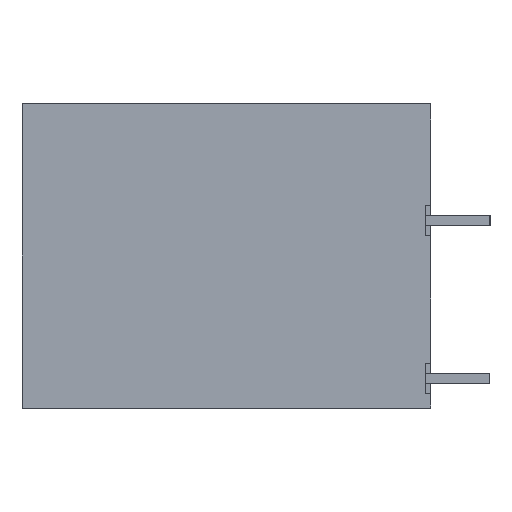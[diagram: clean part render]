
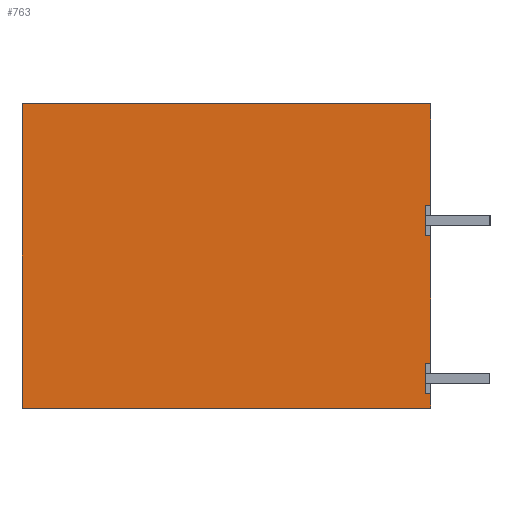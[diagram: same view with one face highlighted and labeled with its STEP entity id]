
A CAD part, left-side view. The second image highlights one B-rep face of the part: STEP entity #763.
In plain terms, the highlighted planar face has unit normal (-1, 0, 0).
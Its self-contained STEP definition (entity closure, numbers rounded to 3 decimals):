
#693=AXIS2_PLACEMENT_3D('Plane Axis2P3D',#690,#691,#692) ;
#188=CARTESIAN_POINT('Vertex',(0.,3.8,0.85)) ;
#232=CARTESIAN_POINT('Vertex',(0.,3.8,2.65)) ;
#235=CARTESIAN_POINT('Line Origine',(0.,3.8,1.75)) ;
#624=CARTESIAN_POINT('Vertex',(0.,3.5,0.85)) ;
#627=CARTESIAN_POINT('Line Origine',(0.,3.65,0.85)) ;
#645=CARTESIAN_POINT('Line Origine',(0.,3.5,0.425)) ;
#649=CARTESIAN_POINT('Vertex',(0.,3.5,0.)) ;
#670=CARTESIAN_POINT('Line Origine',(0.,15.6,0.)) ;
#674=CARTESIAN_POINT('Vertex',(0.,27.7,0.)) ;
#690=CARTESIAN_POINT('Axis2P3D Location',(0.,0.,0.)) ;
#695=CARTESIAN_POINT('Line Origine',(0.,3.8,11.1)) ;
#699=CARTESIAN_POINT('Vertex',(0.,3.8,12.)) ;
#701=CARTESIAN_POINT('Vertex',(0.,3.8,10.2)) ;
#704=CARTESIAN_POINT('Line Origine',(0.,3.65,12.)) ;
#708=CARTESIAN_POINT('Vertex',(0.,3.5,12.)) ;
#711=CARTESIAN_POINT('Line Origine',(0.,3.5,15.)) ;
#715=CARTESIAN_POINT('Vertex',(0.,3.5,18.)) ;
#718=CARTESIAN_POINT('Line Origine',(0.,15.6,18.)) ;
#722=CARTESIAN_POINT('Vertex',(0.,27.7,18.)) ;
#725=CARTESIAN_POINT('Line Origine',(0.,27.7,9.)) ;
#730=CARTESIAN_POINT('Line Origine',(0.,3.65,2.65)) ;
#734=CARTESIAN_POINT('Vertex',(0.,3.5,2.65)) ;
#737=CARTESIAN_POINT('Line Origine',(0.,3.5,6.425)) ;
#741=CARTESIAN_POINT('Vertex',(0.,3.5,10.2)) ;
#744=CARTESIAN_POINT('Line Origine',(0.,3.65,10.2)) ;
#236=DIRECTION('Vector Direction',(0.,0.,-1.)) ;
#628=DIRECTION('Vector Direction',(0.,1.,0.)) ;
#646=DIRECTION('Vector Direction',(0.,0.,-1.)) ;
#671=DIRECTION('Vector Direction',(0.,1.,0.)) ;
#691=DIRECTION('Axis2P3D Direction',(-1.,0.,0.)) ;
#692=DIRECTION('Axis2P3D XDirection',(0.,0.,1.)) ;
#696=DIRECTION('Vector Direction',(0.,0.,-1.)) ;
#705=DIRECTION('Vector Direction',(0.,1.,0.)) ;
#712=DIRECTION('Vector Direction',(0.,0.,-1.)) ;
#719=DIRECTION('Vector Direction',(0.,-1.,0.)) ;
#726=DIRECTION('Vector Direction',(0.,0.,1.)) ;
#731=DIRECTION('Vector Direction',(0.,1.,0.)) ;
#738=DIRECTION('Vector Direction',(0.,0.,-1.)) ;
#745=DIRECTION('Vector Direction',(0.,1.,0.)) ;
#237=VECTOR('Line Direction',#236,1.) ;
#629=VECTOR('Line Direction',#628,1.) ;
#647=VECTOR('Line Direction',#646,1.) ;
#672=VECTOR('Line Direction',#671,1.) ;
#697=VECTOR('Line Direction',#696,1.) ;
#706=VECTOR('Line Direction',#705,1.) ;
#713=VECTOR('Line Direction',#712,1.) ;
#720=VECTOR('Line Direction',#719,1.) ;
#727=VECTOR('Line Direction',#726,1.) ;
#732=VECTOR('Line Direction',#731,1.) ;
#739=VECTOR('Line Direction',#738,1.) ;
#746=VECTOR('Line Direction',#745,1.) ;
#750=ORIENTED_EDGE('',*,*,#703,.F.) ;
#751=ORIENTED_EDGE('',*,*,#710,.F.) ;
#752=ORIENTED_EDGE('',*,*,#717,.T.) ;
#753=ORIENTED_EDGE('',*,*,#724,.T.) ;
#754=ORIENTED_EDGE('',*,*,#729,.T.) ;
#755=ORIENTED_EDGE('',*,*,#676,.T.) ;
#756=ORIENTED_EDGE('',*,*,#651,.T.) ;
#757=ORIENTED_EDGE('',*,*,#631,.T.) ;
#758=ORIENTED_EDGE('',*,*,#239,.F.) ;
#759=ORIENTED_EDGE('',*,*,#736,.F.) ;
#760=ORIENTED_EDGE('',*,*,#743,.T.) ;
#761=ORIENTED_EDGE('',*,*,#748,.T.) ;
#763=ADVANCED_FACE('HOUSING',(#762),#694,.T.) ;
#239=EDGE_CURVE('',#233,#189,#238,.T.) ;
#631=EDGE_CURVE('',#625,#189,#630,.T.) ;
#651=EDGE_CURVE('',#650,#625,#648,.F.) ;
#676=EDGE_CURVE('',#675,#650,#673,.F.) ;
#703=EDGE_CURVE('',#700,#702,#698,.T.) ;
#710=EDGE_CURVE('',#709,#700,#707,.T.) ;
#717=EDGE_CURVE('',#709,#716,#714,.F.) ;
#724=EDGE_CURVE('',#716,#723,#721,.F.) ;
#729=EDGE_CURVE('',#723,#675,#728,.F.) ;
#736=EDGE_CURVE('',#735,#233,#733,.T.) ;
#743=EDGE_CURVE('',#735,#742,#740,.F.) ;
#748=EDGE_CURVE('',#742,#702,#747,.T.) ;
#749=EDGE_LOOP('',(#750,#751,#752,#753,#754,#755,#756,#757,#758,#759,#760,#761)) ;
#762=FACE_OUTER_BOUND('',#749,.T.) ;
#238=LINE('Line',#235,#237) ;
#630=LINE('Line',#627,#629) ;
#648=LINE('Line',#645,#647) ;
#673=LINE('Line',#670,#672) ;
#698=LINE('Line',#695,#697) ;
#707=LINE('Line',#704,#706) ;
#714=LINE('Line',#711,#713) ;
#721=LINE('Line',#718,#720) ;
#728=LINE('Line',#725,#727) ;
#733=LINE('Line',#730,#732) ;
#740=LINE('Line',#737,#739) ;
#747=LINE('Line',#744,#746) ;
#694=PLANE('',#693) ;
#189=VERTEX_POINT('',#188) ;
#233=VERTEX_POINT('',#232) ;
#625=VERTEX_POINT('',#624) ;
#650=VERTEX_POINT('',#649) ;
#675=VERTEX_POINT('',#674) ;
#700=VERTEX_POINT('',#699) ;
#702=VERTEX_POINT('',#701) ;
#709=VERTEX_POINT('',#708) ;
#716=VERTEX_POINT('',#715) ;
#723=VERTEX_POINT('',#722) ;
#735=VERTEX_POINT('',#734) ;
#742=VERTEX_POINT('',#741) ;
